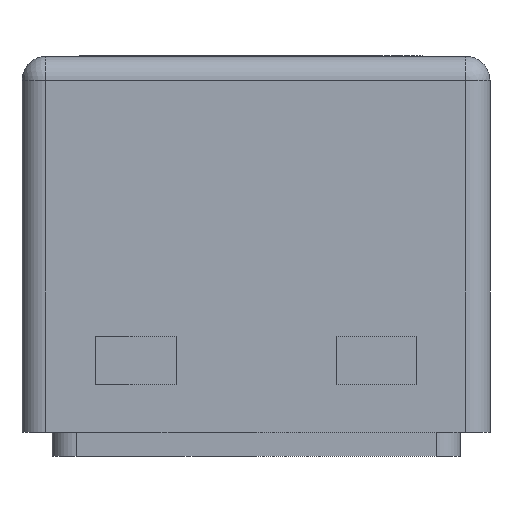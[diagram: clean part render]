
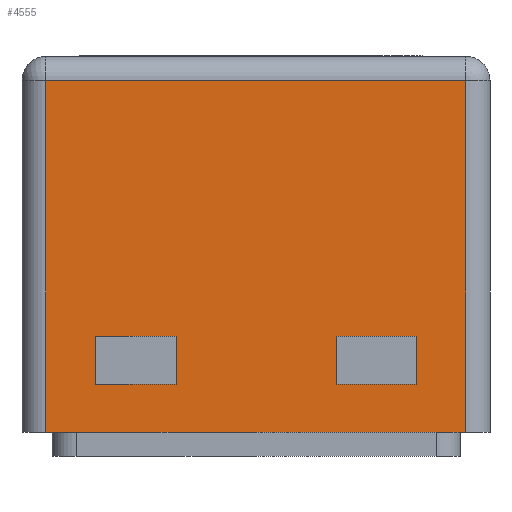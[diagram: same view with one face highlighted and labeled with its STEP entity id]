
A CAD part, left-side view. The second image highlights one B-rep face of the part: STEP entity #4555.
In plain terms, the highlighted planar face has unit normal (-1, 0, 0).
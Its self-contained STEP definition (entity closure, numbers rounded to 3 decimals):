
#328=FACE_BOUND('',#654,.T.);
#329=FACE_BOUND('',#655,.T.);
#382=FACE_OUTER_BOUND('',#653,.T.);
#653=EDGE_LOOP('',(#3242,#3243,#3244,#3245));
#654=EDGE_LOOP('',(#3246,#3247,#3248,#3249));
#655=EDGE_LOOP('',(#3250,#3251,#3252,#3253));
#942=LINE('',#6233,#1450);
#950=LINE('',#6244,#1458);
#952=LINE('',#6248,#1460);
#969=LINE('',#6272,#1477);
#971=LINE('',#6275,#1479);
#980=LINE('',#6286,#1488);
#982=LINE('',#6290,#1490);
#984=LINE('',#6295,#1492);
#988=LINE('',#6314,#1496);
#991=LINE('',#6323,#1499);
#997=LINE('',#6340,#1505);
#1004=LINE('',#6371,#1512);
#1450=VECTOR('',#5152,0.06);
#1458=VECTOR('',#5162,0.1);
#1460=VECTOR('',#5164,0.1);
#1477=VECTOR('',#5183,0.1);
#1479=VECTOR('',#5185,0.1);
#1488=VECTOR('',#5196,0.06);
#1490=VECTOR('',#5202,0.06);
#1492=VECTOR('',#5210,0.06);
#1496=VECTOR('',#5230,0.525);
#1499=VECTOR('',#5239,0.44);
#1505=VECTOR('',#5257,0.525);
#1512=VECTOR('',#5302,0.44);
#1956=VERTEX_POINT('',#6230);
#1957=VERTEX_POINT('',#6232);
#1959=VERTEX_POINT('',#6242);
#1960=VERTEX_POINT('',#6245);
#1961=VERTEX_POINT('',#6247);
#1966=VERTEX_POINT('',#6269);
#1967=VERTEX_POINT('',#6271);
#1968=VERTEX_POINT('',#6274);
#1975=VERTEX_POINT('',#6311);
#1976=VERTEX_POINT('',#6313);
#1979=VERTEX_POINT('',#6321);
#1984=VERTEX_POINT('',#6338);
#2396=EDGE_CURVE('',#1957,#1956,#942,.T.);
#2404=EDGE_CURVE('',#1956,#1959,#950,.T.);
#2406=EDGE_CURVE('',#1961,#1960,#952,.T.);
#2423=EDGE_CURVE('',#1967,#1966,#969,.T.);
#2425=EDGE_CURVE('',#1968,#1957,#971,.T.);
#2434=EDGE_CURVE('',#1959,#1968,#980,.T.);
#2436=EDGE_CURVE('',#1966,#1961,#982,.T.);
#2438=EDGE_CURVE('',#1960,#1967,#984,.T.);
#2445=EDGE_CURVE('',#1976,#1975,#988,.T.);
#2450=EDGE_CURVE('',#1979,#1975,#991,.T.);
#2458=EDGE_CURVE('',#1984,#1979,#997,.T.);
#2474=EDGE_CURVE('',#1976,#1984,#1004,.T.);
#3242=ORIENTED_EDGE('',*,*,#2445,.T.);
#3243=ORIENTED_EDGE('',*,*,#2450,.F.);
#3244=ORIENTED_EDGE('',*,*,#2458,.F.);
#3245=ORIENTED_EDGE('',*,*,#2474,.F.);
#3246=ORIENTED_EDGE('',*,*,#2406,.T.);
#3247=ORIENTED_EDGE('',*,*,#2438,.T.);
#3248=ORIENTED_EDGE('',*,*,#2423,.T.);
#3249=ORIENTED_EDGE('',*,*,#2436,.T.);
#3250=ORIENTED_EDGE('',*,*,#2396,.T.);
#3251=ORIENTED_EDGE('',*,*,#2404,.T.);
#3252=ORIENTED_EDGE('',*,*,#2434,.T.);
#3253=ORIENTED_EDGE('',*,*,#2425,.T.);
#4360=PLANE('',#4860);
#4555=ADVANCED_FACE('',(#382,#328,#329),#4360,.T.);
#4860=AXIS2_PLACEMENT_3D('',#6370,#5300,#5301);
#5152=DIRECTION('',(0.,0.,1.));
#5162=DIRECTION('',(0.,-1.,0.));
#5164=DIRECTION('',(0.,-1.,0.));
#5183=DIRECTION('',(0.,1.,0.));
#5185=DIRECTION('',(0.,1.,0.));
#5196=DIRECTION('',(0.,0.,-1.));
#5202=DIRECTION('',(0.,0.,1.));
#5210=DIRECTION('',(0.,0.,-1.));
#5230=DIRECTION('',(0.,-1.,0.));
#5239=DIRECTION('',(0.,0.,-1.));
#5257=DIRECTION('',(0.,-1.,0.));
#5300=DIRECTION('center_axis',(-1.,0.,0.));
#5301=DIRECTION('ref_axis',(0.,-1.,0.));
#5302=DIRECTION('',(0.,0.,1.));
#6230=CARTESIAN_POINT('',(-0.493,-0.1,0.15));
#6232=CARTESIAN_POINT('',(-0.493,-0.1,0.09));
#6233=CARTESIAN_POINT('',(-0.493,-0.1,0.045));
#6242=CARTESIAN_POINT('',(-0.493,-0.2,0.15));
#6244=CARTESIAN_POINT('',(-0.493,0.096,0.15));
#6245=CARTESIAN_POINT('',(-0.493,0.1,0.15));
#6247=CARTESIAN_POINT('',(-0.493,0.2,0.15));
#6248=CARTESIAN_POINT('',(-0.493,0.246,0.15));
#6269=CARTESIAN_POINT('',(-0.493,0.2,0.09));
#6271=CARTESIAN_POINT('',(-0.493,0.1,0.09));
#6272=CARTESIAN_POINT('',(-0.493,0.196,0.09));
#6274=CARTESIAN_POINT('',(-0.493,-0.2,0.09));
#6275=CARTESIAN_POINT('',(-0.493,0.046,0.09));
#6286=CARTESIAN_POINT('',(-0.493,-0.2,0.075));
#6290=CARTESIAN_POINT('',(-0.493,0.2,0.045));
#6295=CARTESIAN_POINT('',(-0.493,0.1,0.075));
#6311=CARTESIAN_POINT('',(-0.493,-0.263,0.03));
#6313=CARTESIAN_POINT('',(-0.493,0.263,0.03));
#6314=CARTESIAN_POINT('',(-0.493,0.163,0.03));
#6321=CARTESIAN_POINT('',(-0.493,-0.263,0.47));
#6323=CARTESIAN_POINT('',(-0.493,-0.263,0.));
#6338=CARTESIAN_POINT('',(-0.493,0.263,0.47));
#6340=CARTESIAN_POINT('',(-0.493,0.146,0.47));
#6370=CARTESIAN_POINT('Origin',(-0.493,0.293,0.));
#6371=CARTESIAN_POINT('',(-0.493,0.263,0.));
